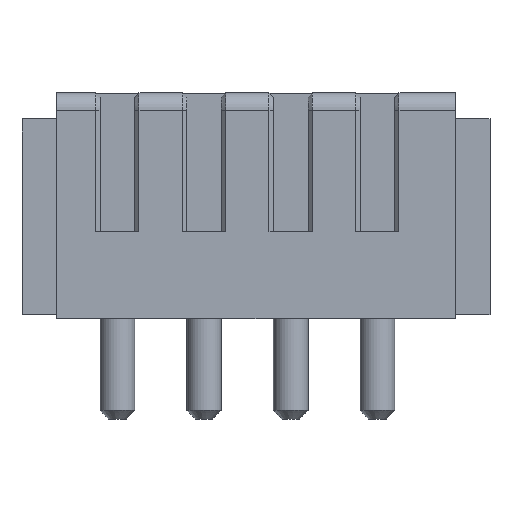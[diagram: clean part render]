
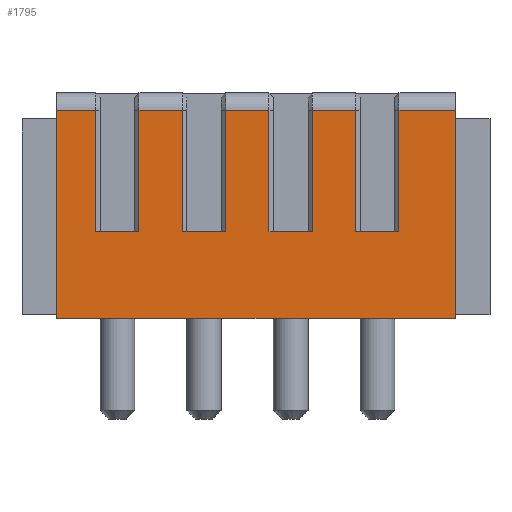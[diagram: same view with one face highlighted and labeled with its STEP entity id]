
A CAD part, top view. The second image highlights one B-rep face of the part: STEP entity #1795.
In plain terms, the highlighted planar face has unit normal (0, 0, 1).
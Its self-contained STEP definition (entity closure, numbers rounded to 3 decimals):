
#71=PLANE('',#1928);
#166=FACE_OUTER_BOUND('',#261,.T.);
#261=EDGE_LOOP('',(#1549,#1550,#1551,#1552,#1553,#1554,#1555,#1556,#1557,
#1558,#1559,#1560,#1561,#1562,#1563,#1564,#1565,#1566,#1567,#1568));
#384=LINE('',#2668,#613);
#392=LINE('',#2682,#621);
#406=LINE('',#2718,#635);
#414=LINE('',#2732,#643);
#428=LINE('',#2768,#657);
#436=LINE('',#2782,#665);
#450=LINE('',#2818,#679);
#458=LINE('',#2832,#687);
#466=LINE('',#2850,#695);
#468=LINE('',#2854,#697);
#470=LINE('',#2858,#699);
#472=LINE('',#2862,#701);
#474=LINE('',#2866,#703);
#475=LINE('',#2867,#704);
#476=LINE('',#2868,#705);
#477=LINE('',#2870,#706);
#478=LINE('',#2872,#707);
#479=LINE('',#2874,#708);
#480=LINE('',#2876,#709);
#481=LINE('',#2877,#710);
#613=VECTOR('',#2145,10.);
#621=VECTOR('',#2157,10.);
#635=VECTOR('',#2191,10.);
#643=VECTOR('',#2203,10.);
#657=VECTOR('',#2237,10.);
#665=VECTOR('',#2249,10.);
#679=VECTOR('',#2283,10.);
#687=VECTOR('',#2295,10.);
#695=VECTOR('',#2315,10.);
#697=VECTOR('',#2321,10.);
#699=VECTOR('',#2327,10.);
#701=VECTOR('',#2333,10.);
#703=VECTOR('',#2339,10.);
#704=VECTOR('',#2340,10.);
#705=VECTOR('',#2341,10.);
#706=VECTOR('',#2342,10.);
#707=VECTOR('',#2343,10.);
#708=VECTOR('',#2344,10.);
#709=VECTOR('',#2345,10.);
#710=VECTOR('',#2346,10.);
#865=VERTEX_POINT('',#2660);
#867=VERTEX_POINT('',#2666);
#868=VERTEX_POINT('',#2675);
#871=VERTEX_POINT('',#2680);
#881=VERTEX_POINT('',#2710);
#883=VERTEX_POINT('',#2716);
#884=VERTEX_POINT('',#2725);
#887=VERTEX_POINT('',#2730);
#897=VERTEX_POINT('',#2760);
#899=VERTEX_POINT('',#2766);
#900=VERTEX_POINT('',#2775);
#903=VERTEX_POINT('',#2780);
#913=VERTEX_POINT('',#2810);
#915=VERTEX_POINT('',#2816);
#916=VERTEX_POINT('',#2825);
#919=VERTEX_POINT('',#2830);
#924=VERTEX_POINT('',#2869);
#925=VERTEX_POINT('',#2871);
#926=VERTEX_POINT('',#2873);
#927=VERTEX_POINT('',#2875);
#1052=EDGE_CURVE('',#867,#865,#384,.T.);
#1060=EDGE_CURVE('',#871,#868,#392,.T.);
#1078=EDGE_CURVE('',#883,#881,#406,.T.);
#1086=EDGE_CURVE('',#887,#884,#414,.T.);
#1104=EDGE_CURVE('',#899,#897,#428,.T.);
#1112=EDGE_CURVE('',#903,#900,#436,.T.);
#1130=EDGE_CURVE('',#915,#913,#450,.T.);
#1138=EDGE_CURVE('',#919,#916,#458,.T.);
#1148=EDGE_CURVE('',#899,#900,#466,.T.);
#1150=EDGE_CURVE('',#883,#884,#468,.T.);
#1152=EDGE_CURVE('',#915,#916,#470,.T.);
#1154=EDGE_CURVE('',#867,#868,#472,.T.);
#1156=EDGE_CURVE('',#881,#871,#474,.T.);
#1157=EDGE_CURVE('',#897,#887,#475,.T.);
#1158=EDGE_CURVE('',#913,#903,#476,.T.);
#1159=EDGE_CURVE('',#924,#919,#477,.T.);
#1160=EDGE_CURVE('',#925,#924,#478,.T.);
#1161=EDGE_CURVE('',#925,#926,#479,.T.);
#1162=EDGE_CURVE('',#927,#926,#480,.T.);
#1163=EDGE_CURVE('',#865,#927,#481,.T.);
#1549=ORIENTED_EDGE('',*,*,#1154,.T.);
#1550=ORIENTED_EDGE('',*,*,#1060,.F.);
#1551=ORIENTED_EDGE('',*,*,#1156,.F.);
#1552=ORIENTED_EDGE('',*,*,#1078,.F.);
#1553=ORIENTED_EDGE('',*,*,#1150,.T.);
#1554=ORIENTED_EDGE('',*,*,#1086,.F.);
#1555=ORIENTED_EDGE('',*,*,#1157,.F.);
#1556=ORIENTED_EDGE('',*,*,#1104,.F.);
#1557=ORIENTED_EDGE('',*,*,#1148,.T.);
#1558=ORIENTED_EDGE('',*,*,#1112,.F.);
#1559=ORIENTED_EDGE('',*,*,#1158,.F.);
#1560=ORIENTED_EDGE('',*,*,#1130,.F.);
#1561=ORIENTED_EDGE('',*,*,#1152,.T.);
#1562=ORIENTED_EDGE('',*,*,#1138,.F.);
#1563=ORIENTED_EDGE('',*,*,#1159,.F.);
#1564=ORIENTED_EDGE('',*,*,#1160,.F.);
#1565=ORIENTED_EDGE('',*,*,#1161,.T.);
#1566=ORIENTED_EDGE('',*,*,#1162,.F.);
#1567=ORIENTED_EDGE('',*,*,#1163,.F.);
#1568=ORIENTED_EDGE('',*,*,#1052,.F.);
#1795=ADVANCED_FACE('',(#166),#71,.T.);
#1928=AXIS2_PLACEMENT_3D('',#2865,#2337,#2338);
#2145=DIRECTION('',(0.,1.,0.));
#2157=DIRECTION('',(0.,-1.,0.));
#2191=DIRECTION('',(0.,1.,0.));
#2203=DIRECTION('',(0.,-1.,0.));
#2237=DIRECTION('',(0.,1.,0.));
#2249=DIRECTION('',(0.,-1.,0.));
#2283=DIRECTION('',(0.,1.,0.));
#2295=DIRECTION('',(0.,-1.,0.));
#2315=DIRECTION('',(-1.,0.,0.));
#2321=DIRECTION('',(-1.,0.,0.));
#2327=DIRECTION('',(-1.,0.,0.));
#2333=DIRECTION('',(-1.,0.,0.));
#2337=DIRECTION('center_axis',(0.,0.,1.));
#2338=DIRECTION('ref_axis',(0.,-1.,0.));
#2339=DIRECTION('',(1.,0.,0.));
#2340=DIRECTION('',(1.,0.,0.));
#2341=DIRECTION('',(1.,0.,0.));
#2342=DIRECTION('',(1.,0.,0.));
#2343=DIRECTION('',(0.,1.,0.));
#2344=DIRECTION('',(1.,0.,0.));
#2345=DIRECTION('',(0.,-1.,0.));
#2346=DIRECTION('',(1.,0.,0.));
#2660=CARTESIAN_POINT('',(9.875,6.,5.52));
#2666=CARTESIAN_POINT('',(9.875,2.5,5.52));
#2668=CARTESIAN_POINT('',(9.875,6.5,5.52));
#2675=CARTESIAN_POINT('',(8.625,2.5,5.52));
#2680=CARTESIAN_POINT('',(8.625,6.,5.52));
#2682=CARTESIAN_POINT('',(8.625,4.5,5.52));
#2710=CARTESIAN_POINT('',(7.375,6.,5.52));
#2716=CARTESIAN_POINT('',(7.375,2.5,5.52));
#2718=CARTESIAN_POINT('',(7.375,6.5,5.52));
#2725=CARTESIAN_POINT('',(6.125,2.5,5.52));
#2730=CARTESIAN_POINT('',(6.125,6.,5.52));
#2732=CARTESIAN_POINT('',(6.125,4.5,5.52));
#2760=CARTESIAN_POINT('',(4.875,6.,5.52));
#2766=CARTESIAN_POINT('',(4.875,2.5,5.52));
#2768=CARTESIAN_POINT('',(4.875,6.5,5.52));
#2775=CARTESIAN_POINT('',(3.625,2.5,5.52));
#2780=CARTESIAN_POINT('',(3.625,6.,5.52));
#2782=CARTESIAN_POINT('',(3.625,4.5,5.52));
#2810=CARTESIAN_POINT('',(2.375,6.,5.52));
#2816=CARTESIAN_POINT('',(2.375,2.5,5.52));
#2818=CARTESIAN_POINT('',(2.375,6.5,5.52));
#2825=CARTESIAN_POINT('',(1.125,2.5,5.52));
#2830=CARTESIAN_POINT('',(1.125,6.,5.52));
#2832=CARTESIAN_POINT('',(1.125,4.5,5.52));
#2850=CARTESIAN_POINT('',(2.375,2.5,5.52));
#2854=CARTESIAN_POINT('',(3.625,2.5,5.52));
#2858=CARTESIAN_POINT('',(1.125,2.5,5.52));
#2862=CARTESIAN_POINT('',(4.875,2.5,5.52));
#2865=CARTESIAN_POINT('Origin',(0.,6.5,5.52));
#2866=CARTESIAN_POINT('',(0.,6.,5.52));
#2867=CARTESIAN_POINT('',(0.,6.,5.52));
#2868=CARTESIAN_POINT('',(0.,6.,5.52));
#2869=CARTESIAN_POINT('',(0.,6.,5.52));
#2870=CARTESIAN_POINT('',(0.,6.,5.52));
#2871=CARTESIAN_POINT('',(0.,0.,5.52));
#2872=CARTESIAN_POINT('',(0.,0.,5.52));
#2873=CARTESIAN_POINT('',(11.5,0.,5.52));
#2874=CARTESIAN_POINT('',(0.,0.,5.52));
#2875=CARTESIAN_POINT('',(11.5,6.,5.52));
#2876=CARTESIAN_POINT('',(11.5,0.,5.52));
#2877=CARTESIAN_POINT('',(0.,6.,5.52));
